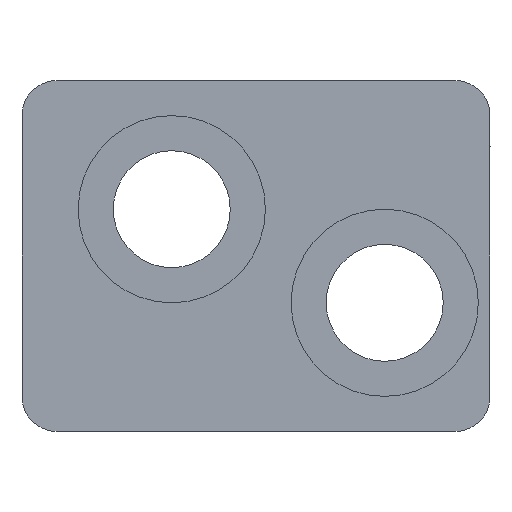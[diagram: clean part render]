
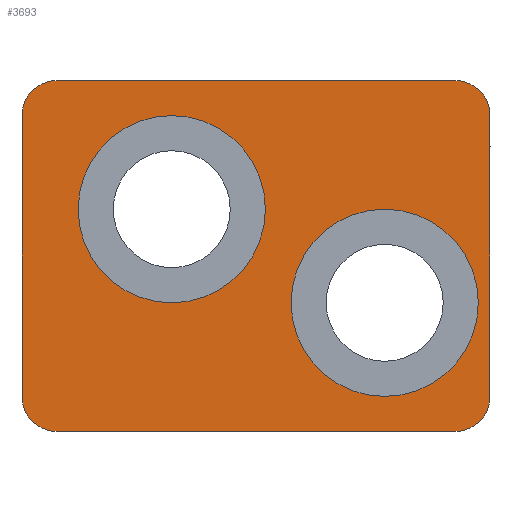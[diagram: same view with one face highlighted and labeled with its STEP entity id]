
A CAD part, left-side view. The second image highlights one B-rep face of the part: STEP entity #3693.
In plain terms, the highlighted planar face has unit normal (-1, 0, 0).
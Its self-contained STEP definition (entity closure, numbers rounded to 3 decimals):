
#435=CARTESIAN_POINT('',(-7.5,9.561,7.061));
#436=VERTEX_POINT('',#435);
#445=CARTESIAN_POINT('',(-7.5,8.5,7.5));
#446=VERTEX_POINT('',#445);
#447=CARTESIAN_POINT('',(-7.5,8.5,6.0));
#448=DIRECTION('',(1.,0.0,0.0));
#449=DIRECTION('',(0.0,0.707,0.707));
#450=AXIS2_PLACEMENT_3D('',#447,#448,#449);
#451=CIRCLE('',#450,1.5);
#452=EDGE_CURVE('',#436,#446,#451,.T.);
#479=CARTESIAN_POINT('',(-7.5,9.561,-7.061));
#480=VERTEX_POINT('',#479);
#496=CARTESIAN_POINT('',(-7.5,8.5,-7.5));
#497=VERTEX_POINT('',#496);
#504=CARTESIAN_POINT('',(-7.5,8.5,-6.0));
#505=DIRECTION('',(1.,0.0,0.0));
#506=DIRECTION('',(0.0,0.707,-0.707));
#507=AXIS2_PLACEMENT_3D('',#504,#505,#506);
#508=CIRCLE('',#507,1.5);
#509=EDGE_CURVE('',#497,#480,#508,.T.);
#519=CARTESIAN_POINT('',(-7.5,-9.561,-7.061));
#520=VERTEX_POINT('',#519);
#529=CARTESIAN_POINT('',(-7.5,-8.5,-7.5));
#530=VERTEX_POINT('',#529);
#531=CARTESIAN_POINT('',(-7.5,-8.5,-6.0));
#532=DIRECTION('',(1.,0.0,0.0));
#533=DIRECTION('',(0.0,-0.707,-0.707));
#534=AXIS2_PLACEMENT_3D('',#531,#532,#533);
#535=CIRCLE('',#534,1.5);
#536=EDGE_CURVE('',#520,#530,#535,.T.);
#647=CARTESIAN_POINT('',(-7.5,-9.561,7.061));
#648=VERTEX_POINT('',#647);
#664=CARTESIAN_POINT('',(-7.5,-8.5,7.5));
#665=VERTEX_POINT('',#664);
#672=CARTESIAN_POINT('',(-7.5,-8.5,6.0));
#673=DIRECTION('',(1.,0.0,0.0));
#674=DIRECTION('',(0.0,-0.707,0.707));
#675=AXIS2_PLACEMENT_3D('',#672,#673,#674);
#676=CIRCLE('',#675,1.5);
#677=EDGE_CURVE('',#665,#648,#676,.T.);
#689=CARTESIAN_POINT('',(-7.5,-0.4,2.0));
#690=VERTEX_POINT('',#689);
#706=CARTESIAN_POINT('',(-7.5,7.6,2.));
#707=VERTEX_POINT('',#706);
#714=CARTESIAN_POINT('',(-7.5,3.6,2.0));
#715=DIRECTION('',(1.0,0.0,0.0));
#716=DIRECTION('',(0.0,-1.0,0.0));
#717=AXIS2_PLACEMENT_3D('',#714,#715,#716);
#718=CIRCLE('',#717,4.0);
#719=EDGE_CURVE('',#690,#707,#718,.T.);
#731=CARTESIAN_POINT('',(-7.5,-9.5,-2.0));
#732=VERTEX_POINT('',#731);
#748=CARTESIAN_POINT('',(-7.5,-1.5,-2.0));
#749=VERTEX_POINT('',#748);
#756=CARTESIAN_POINT('',(-7.5,-5.5,-2.0));
#757=DIRECTION('',(1.0,0.0,0.0));
#758=DIRECTION('',(0.0,-1.0,0.0));
#759=AXIS2_PLACEMENT_3D('',#756,#757,#758);
#760=CIRCLE('',#759,4.0);
#761=EDGE_CURVE('',#732,#749,#760,.T.);
#3244=CARTESIAN_POINT('',(-7.5,-5.5,-2.0));
#3245=DIRECTION('',(1.0,0.0,0.0));
#3246=DIRECTION('',(0.0,-1.0,0.0));
#3247=AXIS2_PLACEMENT_3D('',#3244,#3245,#3246);
#3248=CIRCLE('',#3247,4.0);
#3249=EDGE_CURVE('',#749,#732,#3248,.T.);
#3288=CARTESIAN_POINT('',(-7.5,3.6,2.0));
#3289=DIRECTION('',(1.0,0.0,0.0));
#3290=DIRECTION('',(0.0,-1.0,0.0));
#3291=AXIS2_PLACEMENT_3D('',#3288,#3289,#3290);
#3292=CIRCLE('',#3291,4.0);
#3293=EDGE_CURVE('',#707,#690,#3292,.T.);
#3332=CARTESIAN_POINT('',(-7.5,-10.0,6.0));
#3333=VERTEX_POINT('',#3332);
#3334=CARTESIAN_POINT('',(-7.5,-8.5,6.0));
#3335=DIRECTION('',(1.,0.0,0.0));
#3336=DIRECTION('',(0.0,-0.707,0.707));
#3337=AXIS2_PLACEMENT_3D('',#3334,#3335,#3336);
#3338=CIRCLE('',#3337,1.5);
#3339=EDGE_CURVE('',#648,#3333,#3338,.T.);
#3494=CARTESIAN_POINT('',(-7.5,-10.0,-6.0));
#3495=VERTEX_POINT('',#3494);
#3502=CARTESIAN_POINT('',(-7.5,-8.5,-6.0));
#3503=DIRECTION('',(1.,0.0,0.0));
#3504=DIRECTION('',(0.0,-0.707,-0.707));
#3505=AXIS2_PLACEMENT_3D('',#3502,#3503,#3504);
#3506=CIRCLE('',#3505,1.5);
#3507=EDGE_CURVE('',#3495,#520,#3506,.T.);
#3526=CARTESIAN_POINT('',(-7.5,-10.0,-6.0));
#3527=DIRECTION('',(0.0,0.0,1.0));
#3528=VECTOR('',#3527,12.0);
#3529=LINE('',#3526,#3528);
#3530=EDGE_CURVE('',#3495,#3333,#3529,.T.);
#3607=CARTESIAN_POINT('',(-7.5,10.0,-6.0));
#3608=VERTEX_POINT('',#3607);
#3609=CARTESIAN_POINT('',(-7.5,8.5,-6.0));
#3610=DIRECTION('',(1.,0.0,0.0));
#3611=DIRECTION('',(0.0,0.707,-0.707));
#3612=AXIS2_PLACEMENT_3D('',#3609,#3610,#3611);
#3613=CIRCLE('',#3612,1.5);
#3614=EDGE_CURVE('',#480,#3608,#3613,.T.);
#3632=CARTESIAN_POINT('',(-7.5,10.0,6.0));
#3633=VERTEX_POINT('',#3632);
#3634=CARTESIAN_POINT('',(-7.5,10.0,-6.0));
#3635=DIRECTION('',(0.0,0.0,1.0));
#3636=VECTOR('',#3635,12.0);
#3637=LINE('',#3634,#3636);
#3638=EDGE_CURVE('',#3608,#3633,#3637,.T.);
#3650=CARTESIAN_POINT('',(-7.5,-10.0,-7.5));
#3651=DIRECTION('',(-1.0,0.0,0.0));
#3652=DIRECTION('',(0.0,0.0,1.0));
#3653=AXIS2_PLACEMENT_3D('',#3650,#3651,#3652);
#3654=PLANE('',#3653);
#3655=ORIENTED_EDGE('',*,*,#677,.F.);
#3656=CARTESIAN_POINT('',(-7.5,-8.5,7.5));
#3657=DIRECTION('',(0.0,1.0,0.0));
#3658=VECTOR('',#3657,17.);
#3659=LINE('',#3656,#3658);
#3660=EDGE_CURVE('',#665,#446,#3659,.T.);
#3661=ORIENTED_EDGE('',*,*,#3660,.T.);
#3662=ORIENTED_EDGE('',*,*,#452,.F.);
#3663=CARTESIAN_POINT('',(-7.5,8.5,6.0));
#3664=DIRECTION('',(1.,0.0,0.0));
#3665=DIRECTION('',(0.0,0.707,0.707));
#3666=AXIS2_PLACEMENT_3D('',#3663,#3664,#3665);
#3667=CIRCLE('',#3666,1.5);
#3668=EDGE_CURVE('',#3633,#436,#3667,.T.);
#3669=ORIENTED_EDGE('',*,*,#3668,.F.);
#3670=ORIENTED_EDGE('',*,*,#3638,.F.);
#3671=ORIENTED_EDGE('',*,*,#3614,.F.);
#3672=ORIENTED_EDGE('',*,*,#509,.F.);
#3673=CARTESIAN_POINT('',(-7.5,8.5,-7.5));
#3674=DIRECTION('',(0.0,-1.0,0.0));
#3675=VECTOR('',#3674,17.);
#3676=LINE('',#3673,#3675);
#3677=EDGE_CURVE('',#497,#530,#3676,.T.);
#3678=ORIENTED_EDGE('',*,*,#3677,.T.);
#3679=ORIENTED_EDGE('',*,*,#536,.F.);
#3680=ORIENTED_EDGE('',*,*,#3507,.F.);
#3681=ORIENTED_EDGE('',*,*,#3530,.T.);
#3682=ORIENTED_EDGE('',*,*,#3339,.F.);
#3683=EDGE_LOOP('',(#3655,#3661,#3662,#3669,#3670,#3671,#3672,#3678,#3679,#3680,#3681,#3682));
#3684=FACE_OUTER_BOUND('',#3683,.T.);
#3685=ORIENTED_EDGE('',*,*,#761,.T.);
#3686=ORIENTED_EDGE('',*,*,#3249,.T.);
#3687=EDGE_LOOP('',(#3685,#3686));
#3688=FACE_BOUND('',#3687,.T.);
#3689=ORIENTED_EDGE('',*,*,#719,.T.);
#3690=ORIENTED_EDGE('',*,*,#3293,.T.);
#3691=EDGE_LOOP('',(#3689,#3690));
#3692=FACE_BOUND('',#3691,.T.);
#3693=ADVANCED_FACE('',(#3684,#3688,#3692),#3654,.T.);
